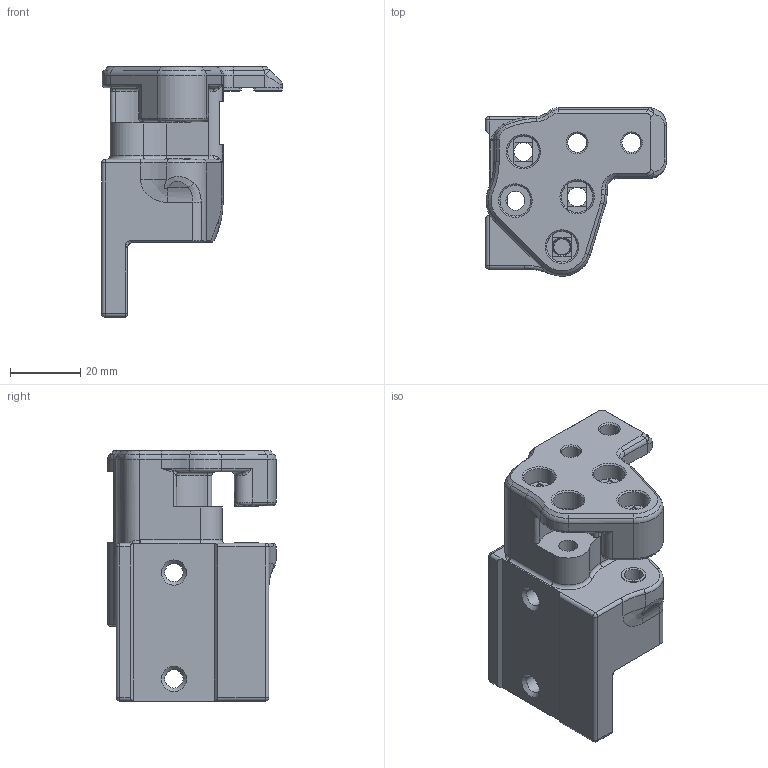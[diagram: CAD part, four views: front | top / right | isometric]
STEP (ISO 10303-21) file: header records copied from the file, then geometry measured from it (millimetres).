
FILE_DESCRIPTION(/* description */ ('VU Meter Deck angled desktop stand'),/* implementation_level */ '2;1');
FILE_NAME(/* name */ 'Custom_XY_Joint_-_Left',/* time_stamp */ '2024-06-27T16:47:59+02:00',/* author */ ('SB'),/* organization */ (''),/* preprocessor_version */ 'ST-DEVELOPER v16.7',/* originating_system */ 'DEX',/* authorisation */ $);
FILE_SCHEMA (('AUTOMOTIVE_DESIGN {1 0 10303 214 3 1 1}'));
Length unit declared in the file: millimetre
Products named in the file (1): Custom_XY_Joint_-_Left
Bounding box: 51.65 x 48.02 x 71.4 mm (x, y, z)
Volume: 54111.1 mm3; surface area: 18992.3 mm2
Topology: 1 solids, 1 shells, 428 faces, 1138 edges, 703 vertices
Faces by surface type: plane 202, cylinder 109, cone 49, torus 33, bspline 29, sphere 6
Full cylindrical faces by diameter (mm): 5.2 x2, 5.4 x8, 7 x2, 8.8 x2, 9 x3
Entity records: 16136 total; most frequent: CARTESIAN_POINT 5825, ORIENTED_EDGE 2180, DIRECTION 2084, EDGE_CURVE 1090, AXIS2_PLACEMENT_3D 744, VERTEX_POINT 690, LINE 596, VECTOR 596
